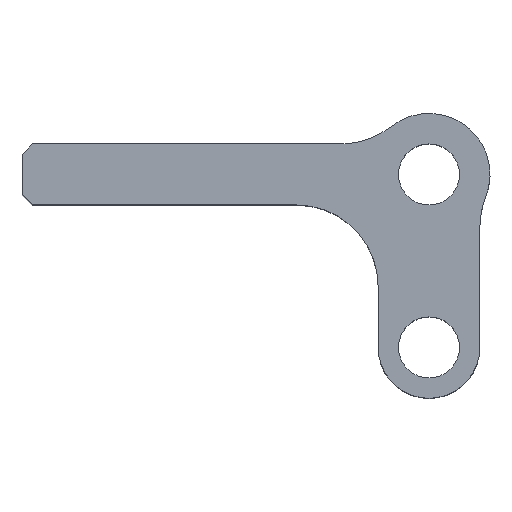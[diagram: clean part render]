
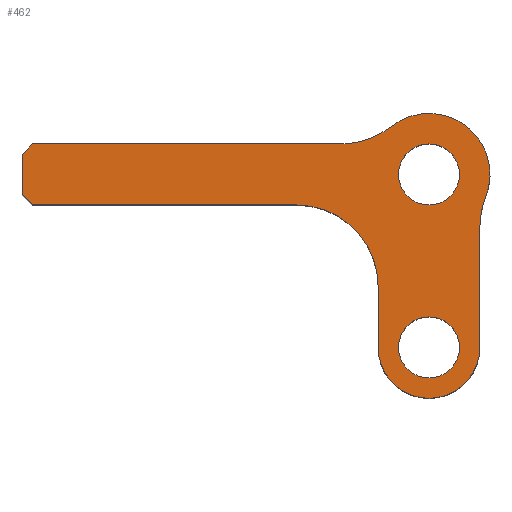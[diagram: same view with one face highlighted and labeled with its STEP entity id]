
A CAD part, top view. The second image highlights one B-rep face of the part: STEP entity #462.
In plain terms, the highlighted planar face has unit normal (0, 0, 1).
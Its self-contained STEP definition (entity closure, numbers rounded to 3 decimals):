
#33=FACE_BOUND('',#88,.T.);
#34=FACE_BOUND('',#89,.T.);
#58=FACE_OUTER_BOUND('',#87,.T.);
#87=EDGE_LOOP('',(#411,#412,#413,#414,#415,#416,#417,#418,#419,#420,#421,
#422));
#88=EDGE_LOOP('',(#423));
#89=EDGE_LOOP('',(#424));
#102=LINE('',#704,#143);
#107=LINE('',#714,#148);
#116=LINE('',#754,#157);
#118=LINE('',#763,#159);
#121=LINE('',#769,#162);
#126=LINE('',#783,#167);
#128=LINE('',#786,#169);
#143=VECTOR('',#565,10.);
#148=VECTOR('',#572,10.);
#157=VECTOR('',#621,10.);
#159=VECTOR('',#631,10.);
#162=VECTOR('',#636,10.);
#167=VECTOR('',#649,10.);
#169=VECTOR('',#653,10.);
#179=CIRCLE('',#498,5.);
#180=CIRCLE('',#500,3.);
#184=CIRCLE('',#507,8.);
#186=CIRCLE('',#510,6.);
#188=CIRCLE('',#513,8.);
#189=CIRCLE('',#516,8.);
#193=CIRCLE('',#526,3.);
#208=VERTEX_POINT('',#701);
#209=VERTEX_POINT('',#703);
#212=VERTEX_POINT('',#711);
#213=VERTEX_POINT('',#713);
#214=VERTEX_POINT('',#721);
#218=VERTEX_POINT('',#734);
#220=VERTEX_POINT('',#740);
#222=VERTEX_POINT('',#746);
#224=VERTEX_POINT('',#752);
#225=VERTEX_POINT('',#756);
#227=VERTEX_POINT('',#762);
#229=VERTEX_POINT('',#768);
#234=VERTEX_POINT('',#782);
#235=VERTEX_POINT('',#788);
#254=EDGE_CURVE('',#209,#208,#102,.T.);
#259=EDGE_CURVE('',#213,#212,#107,.T.);
#262=EDGE_CURVE('',#208,#213,#179,.T.);
#263=EDGE_CURVE('',#214,#214,#180,.T.);
#270=EDGE_CURVE('',#218,#212,#184,.T.);
#273=EDGE_CURVE('',#218,#220,#186,.T.);
#276=EDGE_CURVE('',#222,#220,#188,.T.);
#279=EDGE_CURVE('',#222,#224,#116,.T.);
#280=EDGE_CURVE('',#209,#225,#189,.T.);
#283=EDGE_CURVE('',#227,#225,#118,.T.);
#286=EDGE_CURVE('',#227,#229,#121,.T.);
#293=EDGE_CURVE('',#234,#229,#126,.T.);
#295=EDGE_CURVE('',#234,#224,#128,.T.);
#296=EDGE_CURVE('',#235,#235,#193,.T.);
#411=ORIENTED_EDGE('',*,*,#286,.F.);
#412=ORIENTED_EDGE('',*,*,#283,.T.);
#413=ORIENTED_EDGE('',*,*,#280,.F.);
#414=ORIENTED_EDGE('',*,*,#254,.T.);
#415=ORIENTED_EDGE('',*,*,#262,.T.);
#416=ORIENTED_EDGE('',*,*,#259,.T.);
#417=ORIENTED_EDGE('',*,*,#270,.F.);
#418=ORIENTED_EDGE('',*,*,#273,.T.);
#419=ORIENTED_EDGE('',*,*,#276,.F.);
#420=ORIENTED_EDGE('',*,*,#279,.T.);
#421=ORIENTED_EDGE('',*,*,#295,.F.);
#422=ORIENTED_EDGE('',*,*,#293,.T.);
#423=ORIENTED_EDGE('',*,*,#263,.T.);
#424=ORIENTED_EDGE('',*,*,#296,.T.);
#438=PLANE('',#528);
#462=ADVANCED_FACE('',(#58,#33,#34),#438,.T.);
#498=AXIS2_PLACEMENT_3D('',#719,#580,#581);
#500=AXIS2_PLACEMENT_3D('',#722,#584,#585);
#507=AXIS2_PLACEMENT_3D('',#736,#601,#602);
#510=AXIS2_PLACEMENT_3D('',#742,#608,#609);
#513=AXIS2_PLACEMENT_3D('',#748,#615,#616);
#516=AXIS2_PLACEMENT_3D('',#757,#624,#625);
#526=AXIS2_PLACEMENT_3D('',#789,#656,#657);
#528=AXIS2_PLACEMENT_3D('',#793,#662,#663);
#565=DIRECTION('',(0.,-1.,0.));
#572=DIRECTION('',(0.,1.,0.));
#580=DIRECTION('center_axis',(0.,0.,1.));
#581=DIRECTION('ref_axis',(-1.,0.,0.));
#584=DIRECTION('center_axis',(0.,0.,-1.));
#585=DIRECTION('ref_axis',(-1.,0.,0.));
#601=DIRECTION('center_axis',(0.,0.,1.));
#602=DIRECTION('ref_axis',(-0.982,0.189,0.));
#608=DIRECTION('center_axis',(0.,0.,1.));
#609=DIRECTION('ref_axis',(0.833,-0.553,0.));
#615=DIRECTION('center_axis',(0.,0.,1.));
#616=DIRECTION('ref_axis',(0.327,-0.945,0.));
#621=DIRECTION('',(-1.,0.,0.));
#624=DIRECTION('center_axis',(0.,0.,1.));
#625=DIRECTION('ref_axis',(0.707,0.707,0.));
#631=DIRECTION('',(1.,0.,0.));
#636=DIRECTION('',(-0.707,0.707,0.));
#649=DIRECTION('',(0.,-1.,0.));
#653=DIRECTION('',(0.707,0.707,0.));
#656=DIRECTION('center_axis',(0.,0.,-1.));
#657=DIRECTION('ref_axis',(-1.,0.,0.));
#662=DIRECTION('center_axis',(0.,0.,1.));
#663=DIRECTION('ref_axis',(1.,0.,0.));
#701=CARTESIAN_POINT('',(-5.,0.,7.));
#703=CARTESIAN_POINT('',(-5.,6.,7.));
#704=CARTESIAN_POINT('',(-5.,14.,7.));
#711=CARTESIAN_POINT('',(5.,11.804,7.));
#713=CARTESIAN_POINT('',(5.,0.,7.));
#714=CARTESIAN_POINT('',(5.,0.,7.));
#719=CARTESIAN_POINT('Origin',(0.,0.,7.));
#721=CARTESIAN_POINT('',(3.,0.,7.));
#722=CARTESIAN_POINT('Origin',(0.,0.,7.));
#734=CARTESIAN_POINT('',(5.571,14.773,7.));
#736=CARTESIAN_POINT('Origin',(13.,11.804,7.));
#740=CARTESIAN_POINT('',(-3.712,21.714,7.));
#742=CARTESIAN_POINT('Origin',(0.,17.,7.));
#746=CARTESIAN_POINT('',(-8.66,20.,7.));
#748=CARTESIAN_POINT('Origin',(-8.66,28.,7.));
#752=CARTESIAN_POINT('',(-39.,20.,7.));
#754=CARTESIAN_POINT('',(-5.196,20.,7.));
#756=CARTESIAN_POINT('',(-13.,14.,7.));
#757=CARTESIAN_POINT('Origin',(-13.,6.,7.));
#762=CARTESIAN_POINT('',(-39.,14.,7.));
#763=CARTESIAN_POINT('',(-40.,14.,7.));
#768=CARTESIAN_POINT('',(-40.,15.,7.));
#769=CARTESIAN_POINT('',(-32.5,7.5,7.));
#782=CARTESIAN_POINT('',(-40.,19.,7.));
#783=CARTESIAN_POINT('',(-40.,20.,7.));
#786=CARTESIAN_POINT('',(-36.5,22.5,7.));
#788=CARTESIAN_POINT('',(3.,17.,7.));
#789=CARTESIAN_POINT('Origin',(0.,17.,7.));
#793=CARTESIAN_POINT('Origin',(-17.,9.,7.));
